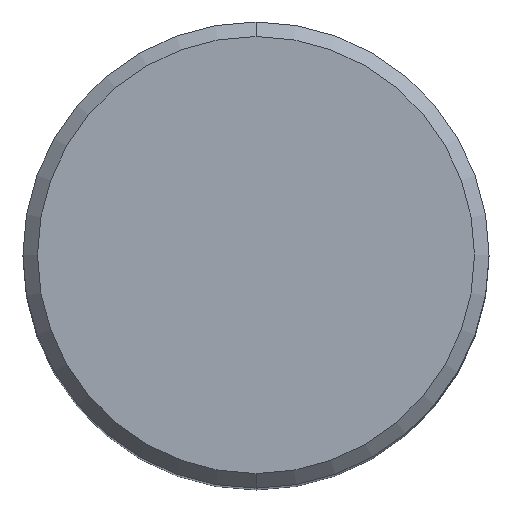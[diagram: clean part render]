
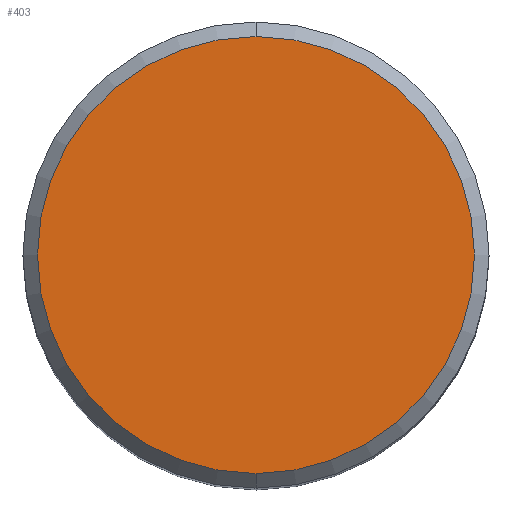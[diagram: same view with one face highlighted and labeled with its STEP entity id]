
A CAD part, top view. The second image highlights one B-rep face of the part: STEP entity #403.
In plain terms, the highlighted planar face has unit normal (0, 0, 1).
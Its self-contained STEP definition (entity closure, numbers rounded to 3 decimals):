
#171=VERTEX_POINT('',#463);
#185=EDGE_CURVE('',#171,#221,#480,.T.);
#221=VERTEX_POINT('',#518);
#369=EDGE_CURVE('',#221,#171,#680,.T.);
#403=ADVANCED_FACE('',(#717),#718,.T.);
#463=CARTESIAN_POINT('',(0.0,15.0,72.804));
#480=CIRCLE('',#794,15.0);
#518=CARTESIAN_POINT('',(0.,-15.0,72.804));
#680=CIRCLE('',#1239,15.0);
#717=FACE_OUTER_BOUND('',#1290,.T.);
#718=PLANE('',#1291);
#794=AXIS2_PLACEMENT_3D('',#1446,#1447,#1448);
#1239=AXIS2_PLACEMENT_3D('',#1649,#1650,#1651);
#1290=EDGE_LOOP('',(#1702,#1703));
#1291=AXIS2_PLACEMENT_3D('',#1704,#1705,#1706);
#1446=CARTESIAN_POINT('',(0.0,0.0,72.804));
#1447=DIRECTION('',(0.0,0.0,-1.0));
#1448=DIRECTION('',(0.0,1.0,0.0));
#1649=CARTESIAN_POINT('',(0.0,0.0,72.804));
#1650=DIRECTION('',(0.0,0.0,-1.0));
#1651=DIRECTION('',(0.0,1.0,0.0));
#1702=ORIENTED_EDGE('',*,*,#185,.F.);
#1703=ORIENTED_EDGE('',*,*,#369,.F.);
#1704=CARTESIAN_POINT('',(0.0,7.5,72.804));
#1705=DIRECTION('',(-0.0,0.0,1.0));
#1706=DIRECTION('',(0.0,-1.0,0.0));
